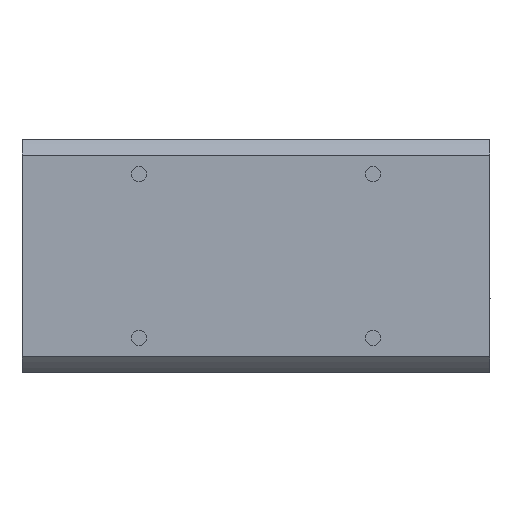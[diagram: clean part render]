
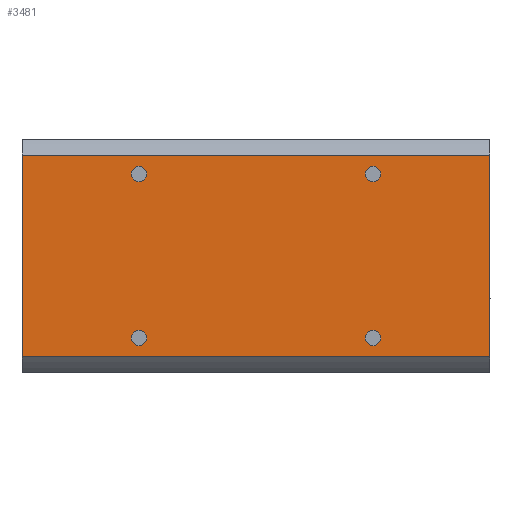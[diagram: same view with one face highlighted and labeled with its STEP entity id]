
A CAD part, front view. The second image highlights one B-rep face of the part: STEP entity #3481.
In plain terms, the highlighted planar face has unit normal (0, -1, 0).
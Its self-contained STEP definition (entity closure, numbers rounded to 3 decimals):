
#458=PLANE('',#51298);
#2961=FACE_BOUND('',#8911,.T.);
#2962=FACE_BOUND('',#8912,.T.);
#2963=FACE_BOUND('',#8913,.T.);
#2964=FACE_BOUND('',#8914,.T.);
#2965=FACE_BOUND('',#8915,.T.);
#3481=ADVANCED_FACE('',(#2961,#2962,#2963,#2964,#2965),#458,.T.);
#8911=EDGE_LOOP('',(#12700,#12701,#12702,#12703));
#8912=EDGE_LOOP('',(#12704,#12705));
#8913=EDGE_LOOP('',(#12706,#12707));
#8914=EDGE_LOOP('',(#12708,#12709));
#8915=EDGE_LOOP('',(#12710,#12711));
#11920=CIRCLE('',#51290,1.65);
#11921=CIRCLE('',#51291,1.65);
#11922=CIRCLE('',#51292,1.65);
#11923=CIRCLE('',#51293,1.65);
#11924=CIRCLE('',#51294,1.65);
#11925=CIRCLE('',#51295,1.65);
#11926=CIRCLE('',#51296,1.65);
#11927=CIRCLE('',#51297,1.65);
#12700=ORIENTED_EDGE('',*,*,#31890,.F.);
#12701=ORIENTED_EDGE('',*,*,#31882,.F.);
#12702=ORIENTED_EDGE('',*,*,#31908,.F.);
#12703=ORIENTED_EDGE('',*,*,#31893,.T.);
#12704=ORIENTED_EDGE('',*,*,#31909,.T.);
#12705=ORIENTED_EDGE('',*,*,#31910,.T.);
#12706=ORIENTED_EDGE('',*,*,#31911,.T.);
#12707=ORIENTED_EDGE('',*,*,#31912,.T.);
#12708=ORIENTED_EDGE('',*,*,#31913,.T.);
#12709=ORIENTED_EDGE('',*,*,#31914,.T.);
#12710=ORIENTED_EDGE('',*,*,#31915,.T.);
#12711=ORIENTED_EDGE('',*,*,#31916,.T.);
#27064=VERTEX_POINT('',#67479);
#27065=VERTEX_POINT('',#67481);
#27072=VERTEX_POINT('',#67506);
#27073=VERTEX_POINT('',#67511);
#27084=VERTEX_POINT('',#67552);
#27085=VERTEX_POINT('',#67553);
#27086=VERTEX_POINT('',#67556);
#27087=VERTEX_POINT('',#67557);
#27088=VERTEX_POINT('',#67560);
#27089=VERTEX_POINT('',#67561);
#27090=VERTEX_POINT('',#67564);
#27091=VERTEX_POINT('',#67565);
#31882=EDGE_CURVE('',#27064,#27065,#39082,.T.);
#31890=EDGE_CURVE('',#27065,#27072,#39084,.T.);
#31893=EDGE_CURVE('',#27073,#27072,#39086,.T.);
#31908=EDGE_CURVE('',#27073,#27064,#39092,.T.);
#31909=EDGE_CURVE('',#27084,#27085,#11920,.T.);
#31910=EDGE_CURVE('',#27085,#27084,#11921,.T.);
#31911=EDGE_CURVE('',#27086,#27087,#11922,.T.);
#31912=EDGE_CURVE('',#27087,#27086,#11923,.T.);
#31913=EDGE_CURVE('',#27088,#27089,#11924,.T.);
#31914=EDGE_CURVE('',#27089,#27088,#11925,.T.);
#31915=EDGE_CURVE('',#27090,#27091,#11926,.T.);
#31916=EDGE_CURVE('',#27091,#27090,#11927,.T.);
#39082=LINE('',#67480,#45177);
#39084=LINE('',#67505,#45179);
#39086=LINE('',#67510,#45181);
#39092=LINE('',#67549,#45187);
#45177=VECTOR('',#54650,1.);
#45179=VECTOR('',#54660,1.);
#45181=VECTOR('',#54666,1.);
#45187=VECTOR('',#54692,1.);
#51290=AXIS2_PLACEMENT_3D('',#67551,#54695,#54696);
#51291=AXIS2_PLACEMENT_3D('',#67554,#54697,#54698);
#51292=AXIS2_PLACEMENT_3D('',#67555,#54699,#54700);
#51293=AXIS2_PLACEMENT_3D('',#67558,#54701,#54702);
#51294=AXIS2_PLACEMENT_3D('',#67559,#54703,#54704);
#51295=AXIS2_PLACEMENT_3D('',#67562,#54705,#54706);
#51296=AXIS2_PLACEMENT_3D('',#67563,#54707,#54708);
#51297=AXIS2_PLACEMENT_3D('',#67566,#54709,#54710);
#51298=AXIS2_PLACEMENT_3D('',#67567,#54711,#54712);
#54650=DIRECTION('',(0.,0.,-1.));
#54660=DIRECTION('',(-1.,0.,0.));
#54666=DIRECTION('',(0.,0.,-1.));
#54692=DIRECTION('',(1.,0.,0.));
#54695=DIRECTION('',(0.,1.,0.));
#54696=DIRECTION('',(0.,0.,-1.));
#54697=DIRECTION('',(0.,1.,0.));
#54698=DIRECTION('',(0.,0.,1.));
#54699=DIRECTION('',(0.,1.,0.));
#54700=DIRECTION('',(0.,0.,-1.));
#54701=DIRECTION('',(0.,1.,0.));
#54702=DIRECTION('',(0.,0.,1.));
#54703=DIRECTION('',(0.,1.,0.));
#54704=DIRECTION('',(0.,0.,-1.));
#54705=DIRECTION('',(0.,1.,0.));
#54706=DIRECTION('',(0.,0.,1.));
#54707=DIRECTION('',(0.,1.,0.));
#54708=DIRECTION('',(0.,0.,-1.));
#54709=DIRECTION('',(0.,1.,0.));
#54710=DIRECTION('',(0.,0.,1.));
#54711=DIRECTION('',(0.,-1.,0.));
#54712=DIRECTION('',(0.,0.,-1.));
#67479=CARTESIAN_POINT('',(95.,-46.99,2.041));
#67480=CARTESIAN_POINT('',(95.,-46.99,2.041));
#67481=CARTESIAN_POINT('',(95.,-46.99,-41.041));
#67505=CARTESIAN_POINT('',(95.,-46.99,-41.041));
#67506=CARTESIAN_POINT('',(-5.,-46.99,-41.041));
#67510=CARTESIAN_POINT('',(-5.,-46.99,2.041));
#67511=CARTESIAN_POINT('',(-5.,-46.99,2.041));
#67549=CARTESIAN_POINT('',(-5.,-46.99,2.041));
#67551=CARTESIAN_POINT('',(70.,-46.99,-2.));
#67552=CARTESIAN_POINT('',(70.,-46.99,-3.65));
#67553=CARTESIAN_POINT('',(70.,-46.99,-0.35));
#67554=CARTESIAN_POINT('',(70.,-46.99,-2.));
#67555=CARTESIAN_POINT('',(20.,-46.99,-37.));
#67556=CARTESIAN_POINT('',(20.,-46.99,-38.65));
#67557=CARTESIAN_POINT('',(20.,-46.99,-35.35));
#67558=CARTESIAN_POINT('',(20.,-46.99,-37.));
#67559=CARTESIAN_POINT('',(70.,-46.99,-37.));
#67560=CARTESIAN_POINT('',(70.,-46.99,-38.65));
#67561=CARTESIAN_POINT('',(70.,-46.99,-35.35));
#67562=CARTESIAN_POINT('',(70.,-46.99,-37.));
#67563=CARTESIAN_POINT('',(20.,-46.99,-2.));
#67564=CARTESIAN_POINT('',(20.,-46.99,-3.65));
#67565=CARTESIAN_POINT('',(20.,-46.99,-0.35));
#67566=CARTESIAN_POINT('',(20.,-46.99,-2.));
#67567=CARTESIAN_POINT('',(95.,-46.99,-44.5));
